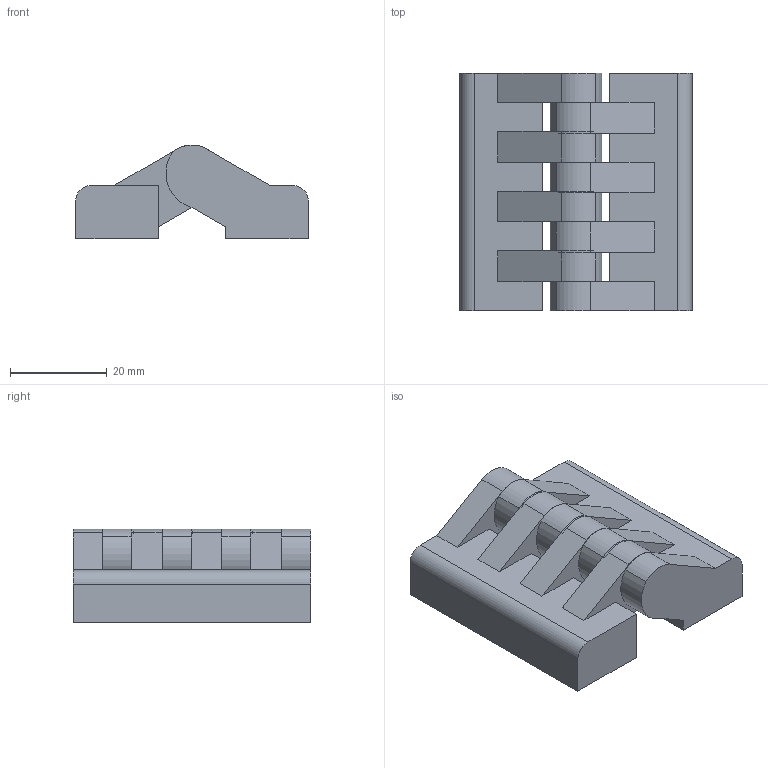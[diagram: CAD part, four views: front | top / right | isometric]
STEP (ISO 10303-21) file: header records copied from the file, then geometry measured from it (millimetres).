
FILE_DESCRIPTION(('STEP AP203'),'2;1');
FILE_NAME('15.010.00.stp','2011-03-05T12:52:35',(''),(''),'2009.3.110','THINKDESIGN','');
FILE_SCHEMA(('CONFIG_CONTROL_DESIGN'));
Length unit declared in the file: millimetre
Bounding box: 48 x 49 x 19.41 mm (x, y, z)
Volume: 26521.1 mm3; surface area: 10527 mm2
Topology: 2 solids, 2 shells, 68 faces, 188 edges, 128 vertices
Faces by surface type: plane 46, cylinder 22
Full cylindrical faces by diameter (mm): 5.5 x4
Entity records: 2279 total; most frequent: CARTESIAN_POINT 384, DIRECTION 376, ORIENTED_EDGE 376, EDGE_CURVE 188, VECTOR 136, LINE 136, VERTEX_POINT 128, AXIS2_PLACEMENT_3D 120
